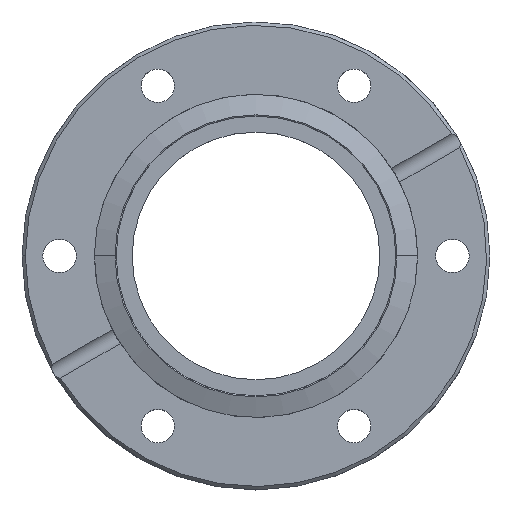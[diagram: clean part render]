
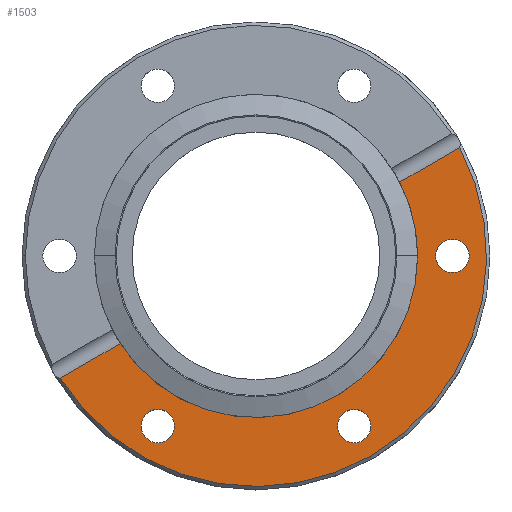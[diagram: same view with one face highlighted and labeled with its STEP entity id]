
A CAD part, top view. The second image highlights one B-rep face of the part: STEP entity #1503.
In plain terms, the highlighted planar face has unit normal (0, 0, 1).
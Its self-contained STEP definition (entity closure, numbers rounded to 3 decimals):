
#3 = EDGE_CURVE ( 'NONE', #2059, #2304, #974, .T. ) ;
#96 = CARTESIAN_POINT ( 'NONE',  ( 26.85, 0., 0. ) ) ;
#103 = EDGE_CURVE ( 'NONE', #1490, #1328, #1016, .T. ) ;
#141 = VERTEX_POINT ( 'NONE', #824 ) ;
#147 = CARTESIAN_POINT ( 'NONE',  ( 21.489, 11.021, 0. ) ) ;
#160 = EDGE_LOOP ( 'NONE', ( #2502, #1997 ) ) ;
#196 = VERTEX_POINT ( 'NONE', #96 ) ;
#226 = CARTESIAN_POINT ( 'NONE',  ( -40.746, -24.911, 0. ) ) ;
#260 = DIRECTION ( 'NONE',  ( 0., 0., 1. ) ) ;
#270 = CARTESIAN_POINT ( 'NONE',  ( 29.35, 0., 0. ) ) ;
#273 = AXIS2_PLACEMENT_3D ( 'NONE', #270, #1615, #473 ) ;
#294 = EDGE_CURVE ( 'NONE', #196, #898, #1167, .T. ) ;
#334 = DIRECTION ( 'NONE',  ( 0., 0., 1. ) ) ;
#347 = CARTESIAN_POINT ( 'NONE',  ( 24.15, 0., 0. ) ) ;
#421 = AXIS2_PLACEMENT_3D ( 'NONE', #1418, #260, #1601 ) ;
#430 = EDGE_CURVE ( 'NONE', #141, #1771, #1760, .T. ) ;
#452 = DIRECTION ( 'NONE',  ( 0., 0., 1. ) ) ;
#473 = DIRECTION ( 'NONE',  ( 1., 0., 0. ) ) ;
#493 = EDGE_CURVE ( 'NONE', #1328, #1852, #1592, .T. ) ;
#570 = EDGE_CURVE ( 'NONE', #1852, #2059, #916, .T. ) ;
#576 = EDGE_CURVE ( 'NONE', #2304, #1490, #1868, .T. ) ;
#578 = DIRECTION ( 'NONE',  ( 0., 0., 1. ) ) ;
#584 = VERTEX_POINT ( 'NONE', #2295 ) ;
#608 = CIRCLE ( 'NONE', #2077, 2.5 ) ;
#610 = CARTESIAN_POINT ( 'NONE',  ( 30.416, 16.175, 0. ) ) ;
#632 = CARTESIAN_POINT ( 'NONE',  ( 0., 0., 0. ) ) ;
#662 = ORIENTED_EDGE ( 'NONE', *, *, #1869, .F. ) ;
#676 = AXIS2_PLACEMENT_3D ( 'NONE', #1713, #578, #1904 ) ;
#720 = CARTESIAN_POINT ( 'NONE',  ( -20.289, -13.099, 0. ) ) ;
#767 = CARTESIAN_POINT ( 'NONE',  ( 14.675, -25.418, 0. ) ) ;
#787 = EDGE_CURVE ( 'NONE', #898, #196, #2152, .T. ) ;
#808 = AXIS2_PLACEMENT_3D ( 'NONE', #1486, #334, #1672 ) ;
#823 = ORIENTED_EDGE ( 'NONE', *, *, #576, .T. ) ;
#824 = CARTESIAN_POINT ( 'NONE',  ( 12.175, -25.418, 0. ) ) ;
#857 = EDGE_LOOP ( 'NONE', ( #1728, #662 ) ) ;
#887 = AXIS2_PLACEMENT_3D ( 'NONE', #1133, #2489, #1331 ) ;
#898 = VERTEX_POINT ( 'NONE', #2024 ) ;
#916 = CIRCLE ( 'NONE', #1918, 24.15 ) ;
#943 = CARTESIAN_POINT ( 'NONE',  ( -14.675, -25.418, 0. ) ) ;
#959 = DIRECTION ( 'NONE',  ( 1., 0., 0. ) ) ;
#974 = LINE ( 'NONE', #1704, #1411 ) ;
#993 = DIRECTION ( 'NONE',  ( 0., 0., -1. ) ) ;
#1015 = FACE_OUTER_BOUND ( 'NONE', #2130, .T. ) ;
#1016 = LINE ( 'NONE', #226, #2042 ) ;
#1133 = CARTESIAN_POINT ( 'NONE',  ( 0., 0., 0. ) ) ;
#1136 = DIRECTION ( 'NONE',  ( 1., 0., 0. ) ) ;
#1157 = ORIENTED_EDGE ( 'NONE', *, *, #787, .F. ) ;
#1167 = CIRCLE ( 'NONE', #273, 2.5 ) ;
#1217 = DIRECTION ( 'NONE',  ( -1., 0., 0. ) ) ;
#1328 = VERTEX_POINT ( 'NONE', #147 ) ;
#1331 = DIRECTION ( 'NONE',  ( -1., 0., 0. ) ) ;
#1381 = PLANE ( 'NONE',  #1911 ) ;
#1387 = ORIENTED_EDGE ( 'NONE', *, *, #570, .T. ) ;
#1411 = VECTOR ( 'NONE', #2491, 1000. ) ;
#1418 = CARTESIAN_POINT ( 'NONE',  ( 29.35, 0., 0. ) ) ;
#1428 = EDGE_CURVE ( 'NONE', #2356, #584, #1957, .T. ) ;
#1471 = FACE_BOUND ( 'NONE', #857, .T. ) ;
#1486 = CARTESIAN_POINT ( 'NONE',  ( 14.675, -25.418, 0. ) ) ;
#1490 = VERTEX_POINT ( 'NONE', #610 ) ;
#1503 = ADVANCED_FACE ( 'NONE', ( #1544, #1015, #1974, #1471 ), #1381, .F. ) ;
#1544 = FACE_BOUND ( 'NONE', #160, .T. ) ;
#1582 = DIRECTION ( 'NONE',  ( -0.866, -0.5, 0. ) ) ;
#1592 = CIRCLE ( 'NONE', #887, 24.15 ) ;
#1598 = CARTESIAN_POINT ( 'NONE',  ( 0., 0., 0. ) ) ;
#1601 = DIRECTION ( 'NONE',  ( 1., 0., 0. ) ) ;
#1615 = DIRECTION ( 'NONE',  ( 0., 0., 1. ) ) ;
#1663 = ORIENTED_EDGE ( 'NONE', *, *, #3, .T. ) ;
#1672 = DIRECTION ( 'NONE',  ( 1., 0., 0. ) ) ;
#1704 = CARTESIAN_POINT ( 'NONE',  ( -40.746, -24.911, 0. ) ) ;
#1713 = CARTESIAN_POINT ( 'NONE',  ( -14.675, -25.418, 0. ) ) ;
#1728 = ORIENTED_EDGE ( 'NONE', *, *, #1428, .F. ) ;
#1760 = CIRCLE ( 'NONE', #808, 2.5 ) ;
#1765 = DIRECTION ( 'NONE',  ( 0., 0., -1. ) ) ;
#1771 = VERTEX_POINT ( 'NONE', #1835 ) ;
#1778 = AXIS2_PLACEMENT_3D ( 'NONE', #1598, #452, #1789 ) ;
#1789 = DIRECTION ( 'NONE',  ( 1., 0., 0. ) ) ;
#1835 = CARTESIAN_POINT ( 'NONE',  ( 17.175, -25.418, 0. ) ) ;
#1852 = VERTEX_POINT ( 'NONE', #347 ) ;
#1855 = CIRCLE ( 'NONE', #2159, 2.5 ) ;
#1868 = CIRCLE ( 'NONE', #1778, 34.45 ) ;
#1869 = EDGE_CURVE ( 'NONE', #584, #2356, #1855, .T. ) ;
#1904 = DIRECTION ( 'NONE',  ( 1., 0., 0. ) ) ;
#1911 = AXIS2_PLACEMENT_3D ( 'NONE', #2137, #993, #2339 ) ;
#1918 = AXIS2_PLACEMENT_3D ( 'NONE', #632, #1765, #1217 ) ;
#1922 = EDGE_LOOP ( 'NONE', ( #1157, #2311 ) ) ;
#1957 = CIRCLE ( 'NONE', #676, 2.5 ) ;
#1974 = FACE_BOUND ( 'NONE', #1922, .T. ) ;
#1997 = ORIENTED_EDGE ( 'NONE', *, *, #430, .F. ) ;
#2024 = CARTESIAN_POINT ( 'NONE',  ( 31.85, 0., 0. ) ) ;
#2042 = VECTOR ( 'NONE', #1582, 1000. ) ;
#2059 = VERTEX_POINT ( 'NONE', #720 ) ;
#2077 = AXIS2_PLACEMENT_3D ( 'NONE', #767, #2104, #959 ) ;
#2104 = DIRECTION ( 'NONE',  ( 0., 0., 1. ) ) ;
#2130 = EDGE_LOOP ( 'NONE', ( #823, #2148, #2140, #1387, #1663 ) ) ;
#2137 = CARTESIAN_POINT ( 'NONE',  ( 24.15, 0., 0. ) ) ;
#2140 = ORIENTED_EDGE ( 'NONE', *, *, #493, .T. ) ;
#2148 = ORIENTED_EDGE ( 'NONE', *, *, #103, .T. ) ;
#2149 = EDGE_CURVE ( 'NONE', #1771, #141, #608, .T. ) ;
#2152 = CIRCLE ( 'NONE', #421, 2.5 ) ;
#2159 = AXIS2_PLACEMENT_3D ( 'NONE', #943, #2285, #1136 ) ;
#2285 = DIRECTION ( 'NONE',  ( 0., 0., 1. ) ) ;
#2295 = CARTESIAN_POINT ( 'NONE',  ( -17.175, -25.418, 0. ) ) ;
#2304 = VERTEX_POINT ( 'NONE', #2517 ) ;
#2311 = ORIENTED_EDGE ( 'NONE', *, *, #294, .F. ) ;
#2339 = DIRECTION ( 'NONE',  ( -1., 0., 0. ) ) ;
#2356 = VERTEX_POINT ( 'NONE', #2403 ) ;
#2403 = CARTESIAN_POINT ( 'NONE',  ( -12.175, -25.418, 0. ) ) ;
#2489 = DIRECTION ( 'NONE',  ( 0., 0., -1. ) ) ;
#2491 = DIRECTION ( 'NONE',  ( -0.866, -0.5, 0. ) ) ;
#2502 = ORIENTED_EDGE ( 'NONE', *, *, #2149, .F. ) ;
#2517 = CARTESIAN_POINT ( 'NONE',  ( -29.216, -18.254, 0. ) ) ;
